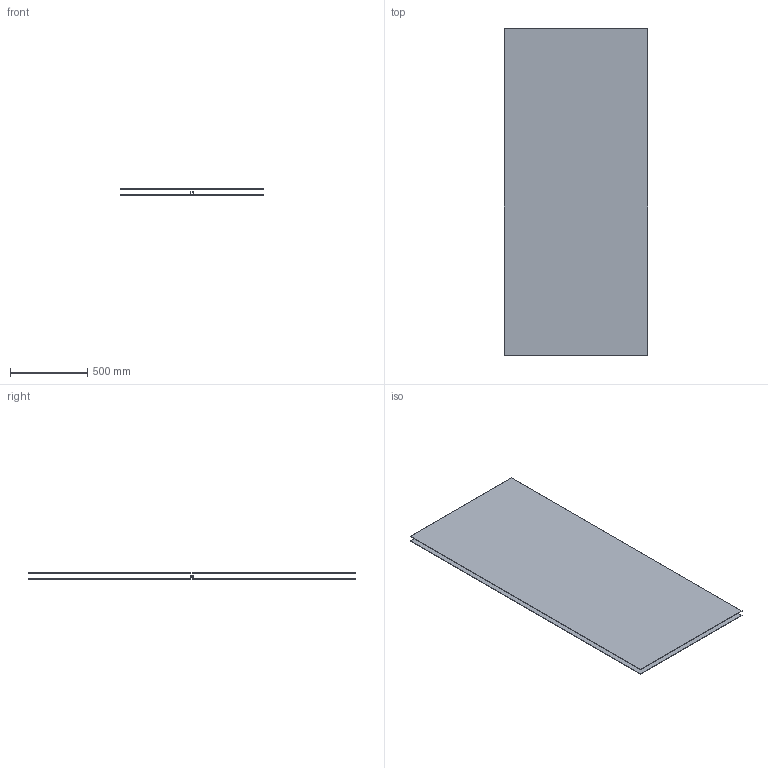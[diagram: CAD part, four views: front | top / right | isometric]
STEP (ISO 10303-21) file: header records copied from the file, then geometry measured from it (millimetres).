
FILE_DESCRIPTION(/* description */ (''),/* implementation_level */ '2;1');
FILE_NAME(/* name */ 'Assembly Framed Panel TACTON.stp',/* time_stamp */ '2023-08-30T14:56:03+02:00',/* author */ ('Eribel'),/* organization */ (''),/* preprocessor_version */ 'ST-DEVELOPER v19',/* originating_system */ 'Autodesk Inventor 2023',/* authorisation */ '');
FILE_SCHEMA (('AUTOMOTIVE_DESIGN { 1 0 10303 214 3 1 1 }'));
Length unit declared in the file: millimetre
Products named in the file (12): Assembly Framed Panel TACTON; Framed Panel CoverLayer Front; Framed Panel CoverLayer Back; Staple; Seal1Left_Placeholder; Seal2Left_Placeholder; Seal1LeftOval_Placeholder; Seal2LeftOval_Placeholder; Seal1Right_Placeholder; Seal2Right_Placeholder; Seal1RightOval_Placeholder; Seal2RightOval_Placeholder
Assembly tree (11 placements, depth 2):
  Assembly Framed Panel TACTON
    Framed Panel CoverLayer Front
    Framed Panel CoverLayer Back
    Staple
    Seal1Left_Placeholder
    Seal2Left_Placeholder
    Seal1LeftOval_Placeholder
    Seal2LeftOval_Placeholder
    Seal1Right_Placeholder
    Seal2Right_Placeholder
    Seal1RightOval_Placeholder
    Seal2RightOval_Placeholder
Bounding box: 930 x 2115 x 39 mm (x, y, z)
Volume: 11801881 mm3; surface area: 7904849.9 mm2
Topology: 5 solids, 5 shells, 78 faces, 180 edges, 112 vertices
Faces by surface type: plane 36, cylinder 18, cone 12, torus 12
Entity records: 2712 total; most frequent: CARTESIAN_POINT 483, DIRECTION 439, ORIENTED_EDGE 360, EDGE_CURVE 180, AXIS2_PLACEMENT_3D 173, VERTEX_POINT 112, LINE 93, VECTOR 93
